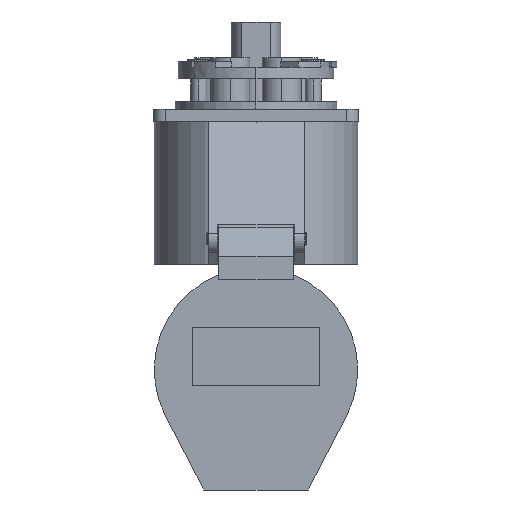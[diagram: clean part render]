
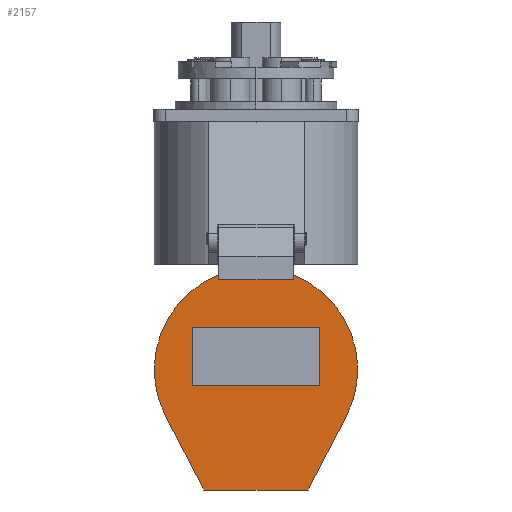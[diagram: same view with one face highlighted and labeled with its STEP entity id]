
A CAD part, left-side view. The second image highlights one B-rep face of the part: STEP entity #2157.
In plain terms, the highlighted planar face has unit normal (-1, 0, 0).
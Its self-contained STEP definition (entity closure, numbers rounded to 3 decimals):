
#34 = VECTOR ( 'NONE', #8256, 1000. ) ;
#49 = VERTEX_POINT ( 'NONE', #4978 ) ;
#79 = LINE ( 'NONE', #2970, #731 ) ;
#132 = ORIENTED_EDGE ( 'NONE', *, *, #8633, .F. ) ;
#251 = VERTEX_POINT ( 'NONE', #5536 ) ;
#291 = CARTESIAN_POINT ( 'NONE',  ( -96.465, 35.35, -54.605 ) ) ;
#371 = CARTESIAN_POINT ( 'NONE',  ( -96.465, 17.35, -127.214 ) ) ;
#458 = CIRCLE ( 'NONE', #7097, 35.1 ) ;
#479 = ORIENTED_EDGE ( 'NONE', *, *, #1835, .T. ) ;
#621 = VECTOR ( 'NONE', #3072, 1000. ) ;
#681 = EDGE_LOOP ( 'NONE', ( #2195, #4190, #7973, #7999 ) ) ;
#731 = VECTOR ( 'NONE', #1358, 1000. ) ;
#850 = CARTESIAN_POINT ( 'NONE',  ( -96.465, 35.35, -85.664 ) ) ;
#1190 = EDGE_CURVE ( 'NONE', #6565, #251, #8008, .T. ) ;
#1215 = DIRECTION ( 'NONE',  ( 0., 0., -1. ) ) ;
#1317 = CIRCLE ( 'NONE', #3744, 35.1 ) ;
#1358 = DIRECTION ( 'NONE',  ( 0., -1., 0. ) ) ;
#1540 = DIRECTION ( 'NONE',  ( 0., 1., 0. ) ) ;
#1570 = ORIENTED_EDGE ( 'NONE', *, *, #2184, .F. ) ;
#1651 = DIRECTION ( 'NONE',  ( 0., 1., 0. ) ) ;
#1725 = CARTESIAN_POINT ( 'NONE',  ( -96.465, 57.35, -71.205 ) ) ;
#1835 = EDGE_CURVE ( 'NONE', #49, #7639, #1317, .T. ) ;
#1847 = DIRECTION ( 'NONE',  ( 0., 0., -1. ) ) ;
#1910 = LINE ( 'NONE', #1997, #4876 ) ;
#1997 = CARTESIAN_POINT ( 'NONE',  ( -96.465, 53.35, -127.214 ) ) ;
#2157 = ADVANCED_FACE ( 'NONE', ( #7461, #8030 ), #8959, .F. ) ;
#2184 = EDGE_CURVE ( 'NONE', #5117, #8606, #6702, .T. ) ;
#2195 = ORIENTED_EDGE ( 'NONE', *, *, #8122, .T. ) ;
#2224 = ORIENTED_EDGE ( 'NONE', *, *, #6939, .F. ) ;
#2273 = CARTESIAN_POINT ( 'NONE',  ( -96.465, 48.2, -54.605 ) ) ;
#2283 = AXIS2_PLACEMENT_3D ( 'NONE', #850, #3738, #1651 ) ;
#2686 = VERTEX_POINT ( 'NONE', #7960 ) ;
#2847 = VERTEX_POINT ( 'NONE', #1725 ) ;
#2882 = EDGE_LOOP ( 'NONE', ( #8901, #7631, #132, #5278, #479, #3006, #2224, #1570 ) ) ;
#2930 = EDGE_CURVE ( 'NONE', #7278, #7445, #7709, .T. ) ;
#2970 = CARTESIAN_POINT ( 'NONE',  ( -96.465, 57.35, -71.205 ) ) ;
#3006 = ORIENTED_EDGE ( 'NONE', *, *, #7296, .F. ) ;
#3072 = DIRECTION ( 'NONE',  ( 0., 0.46, -0.888 ) ) ;
#3173 = DIRECTION ( 'NONE',  ( 0., -1., 0. ) ) ;
#3215 = EDGE_CURVE ( 'NONE', #3551, #6565, #7688, .T. ) ;
#3328 = DIRECTION ( 'NONE',  ( 0., 0., 1. ) ) ;
#3348 = CARTESIAN_POINT ( 'NONE',  ( -96.465, 13.35, -71.205 ) ) ;
#3459 = EDGE_CURVE ( 'NONE', #49, #7978, #5919, .T. ) ;
#3521 = CARTESIAN_POINT ( 'NONE',  ( -96.465, 57.35, -91.224 ) ) ;
#3551 = VERTEX_POINT ( 'NONE', #5964 ) ;
#3608 = CARTESIAN_POINT ( 'NONE',  ( -96.465, 35.35, -85.664 ) ) ;
#3718 = CARTESIAN_POINT ( 'NONE',  ( -96.465, 13.35, -91.224 ) ) ;
#3738 = DIRECTION ( 'NONE',  ( 1., 0., 0. ) ) ;
#3744 = AXIS2_PLACEMENT_3D ( 'NONE', #6854, #6996, #1847 ) ;
#3786 = CARTESIAN_POINT ( 'NONE',  ( -96.465, 4.187, -101.815 ) ) ;
#4190 = ORIENTED_EDGE ( 'NONE', *, *, #3215, .T. ) ;
#4325 = EDGE_CURVE ( 'NONE', #5117, #7278, #458, .T. ) ;
#4544 = CARTESIAN_POINT ( 'NONE',  ( -96.465, 17.35, -127.214 ) ) ;
#4741 = DIRECTION ( 'NONE',  ( 0., 0., -1. ) ) ;
#4866 = CARTESIAN_POINT ( 'NONE',  ( -96.465, 66.513, -101.815 ) ) ;
#4876 = VECTOR ( 'NONE', #5500, 1000. ) ;
#4978 = CARTESIAN_POINT ( 'NONE',  ( -96.465, 48.2, -53.001 ) ) ;
#5086 = VECTOR ( 'NONE', #1215, 1000. ) ;
#5117 = VERTEX_POINT ( 'NONE', #7303 ) ;
#5278 = ORIENTED_EDGE ( 'NONE', *, *, #3459, .F. ) ;
#5431 = EDGE_CURVE ( 'NONE', #251, #2847, #6290, .T. ) ;
#5500 = DIRECTION ( 'NONE',  ( 0., 0.46, 0.888 ) ) ;
#5536 = CARTESIAN_POINT ( 'NONE',  ( -96.465, 57.35, -91.224 ) ) ;
#5653 = VECTOR ( 'NONE', #3328, 1000. ) ;
#5734 = DIRECTION ( 'NONE',  ( 0., 0., -1. ) ) ;
#5805 = DIRECTION ( 'NONE',  ( 0., 0., -1. ) ) ;
#5919 = LINE ( 'NONE', #8809, #7892 ) ;
#5964 = CARTESIAN_POINT ( 'NONE',  ( -96.465, 13.35, -71.205 ) ) ;
#6245 = CARTESIAN_POINT ( 'NONE',  ( -96.465, 22.5, -53.001 ) ) ;
#6290 = LINE ( 'NONE', #3521, #5653 ) ;
#6565 = VERTEX_POINT ( 'NONE', #7166 ) ;
#6702 = LINE ( 'NONE', #3786, #621 ) ;
#6761 = LINE ( 'NONE', #291, #7358 ) ;
#6854 = CARTESIAN_POINT ( 'NONE',  ( -96.465, 35.35, -85.664 ) ) ;
#6912 = CARTESIAN_POINT ( 'NONE',  ( -96.465, 22.5, -85.664 ) ) ;
#6939 = EDGE_CURVE ( 'NONE', #8606, #2686, #7457, .T. ) ;
#6996 = DIRECTION ( 'NONE',  ( -1., 0., 0. ) ) ;
#7097 = AXIS2_PLACEMENT_3D ( 'NONE', #3608, #8041, #5805 ) ;
#7166 = CARTESIAN_POINT ( 'NONE',  ( -96.465, 13.35, -91.224 ) ) ;
#7278 = VERTEX_POINT ( 'NONE', #6245 ) ;
#7296 = EDGE_CURVE ( 'NONE', #2686, #7639, #1910, .T. ) ;
#7303 = CARTESIAN_POINT ( 'NONE',  ( -96.465, 4.187, -101.815 ) ) ;
#7358 = VECTOR ( 'NONE', #3173, 1000. ) ;
#7445 = VERTEX_POINT ( 'NONE', #8605 ) ;
#7457 = LINE ( 'NONE', #371, #34 ) ;
#7461 = FACE_OUTER_BOUND ( 'NONE', #2882, .T. ) ;
#7574 = VECTOR ( 'NONE', #4741, 1000. ) ;
#7631 = ORIENTED_EDGE ( 'NONE', *, *, #2930, .T. ) ;
#7639 = VERTEX_POINT ( 'NONE', #4866 ) ;
#7688 = LINE ( 'NONE', #3348, #5086 ) ;
#7709 = LINE ( 'NONE', #6912, #7574 ) ;
#7892 = VECTOR ( 'NONE', #5734, 1000. ) ;
#7960 = CARTESIAN_POINT ( 'NONE',  ( -96.465, 53.35, -127.214 ) ) ;
#7973 = ORIENTED_EDGE ( 'NONE', *, *, #1190, .T. ) ;
#7978 = VERTEX_POINT ( 'NONE', #2273 ) ;
#7999 = ORIENTED_EDGE ( 'NONE', *, *, #5431, .T. ) ;
#8008 = LINE ( 'NONE', #3718, #8787 ) ;
#8030 = FACE_BOUND ( 'NONE', #681, .T. ) ;
#8041 = DIRECTION ( 'NONE',  ( -1., 0., 0. ) ) ;
#8122 = EDGE_CURVE ( 'NONE', #2847, #3551, #79, .T. ) ;
#8256 = DIRECTION ( 'NONE',  ( 0., 1., 0. ) ) ;
#8605 = CARTESIAN_POINT ( 'NONE',  ( -96.465, 22.5, -54.605 ) ) ;
#8606 = VERTEX_POINT ( 'NONE', #4544 ) ;
#8633 = EDGE_CURVE ( 'NONE', #7978, #7445, #6761, .T. ) ;
#8787 = VECTOR ( 'NONE', #1540, 1000. ) ;
#8809 = CARTESIAN_POINT ( 'NONE',  ( -96.465, 48.2, -85.664 ) ) ;
#8901 = ORIENTED_EDGE ( 'NONE', *, *, #4325, .T. ) ;
#8959 = PLANE ( 'NONE',  #2283 ) ;
